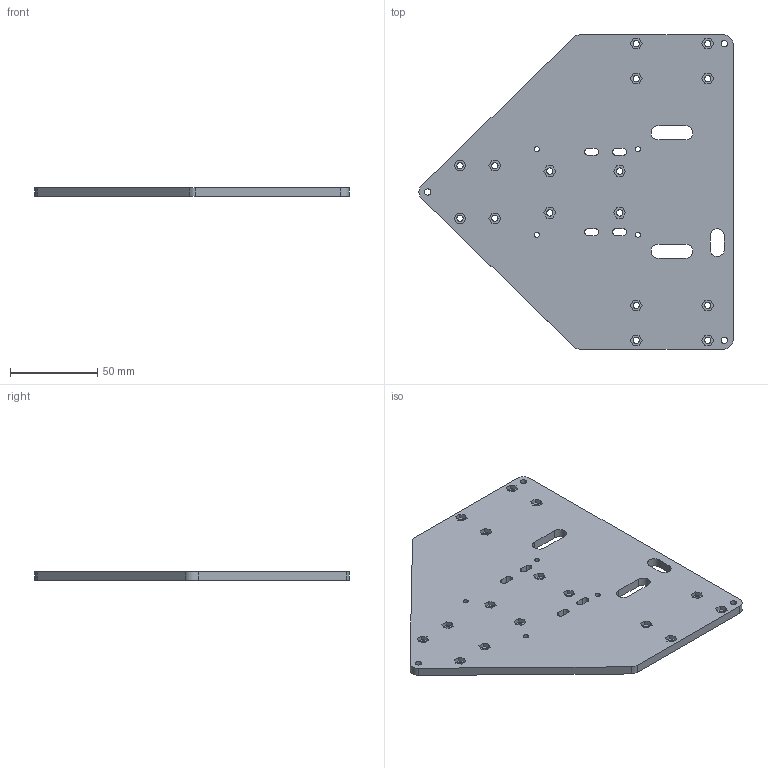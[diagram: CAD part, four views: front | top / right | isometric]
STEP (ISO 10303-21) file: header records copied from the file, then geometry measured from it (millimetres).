
FILE_DESCRIPTION(('FreeCAD Model'),'2;1');
FILE_NAME('Open CASCADE Shape Model','2026-01-10T21:44:50',('Author'),( ''),'Open CASCADE STEP processor 7.8','FreeCAD','Unknown');
FILE_SCHEMA(('AUTOMOTIVE_DESIGN { 1 0 10303 214 1 1 1 1 }'));
Length unit declared in the file: millimetre
Products named in the file (1): Base
Bounding box: 180 x 180 x 5 mm (x, y, z)
Volume: 117343 mm3; surface area: 53316.5 mm2
Topology: 1 solids, 1 shells, 224 faces, 597 edges, 398 vertices
Faces by surface type: plane 182, cylinder 42
Full cylindrical faces by diameter (mm): 2.9 x4, 3.6 x19
Entity records: 7047 total; most frequent: CARTESIAN_POINT 1220, ORIENTED_EDGE 1194, DIRECTION 1131, EDGE_CURVE 597, LINE 513, VECTOR 513, VERTEX_POINT 398, AXIS2_PLACEMENT_3D 309
